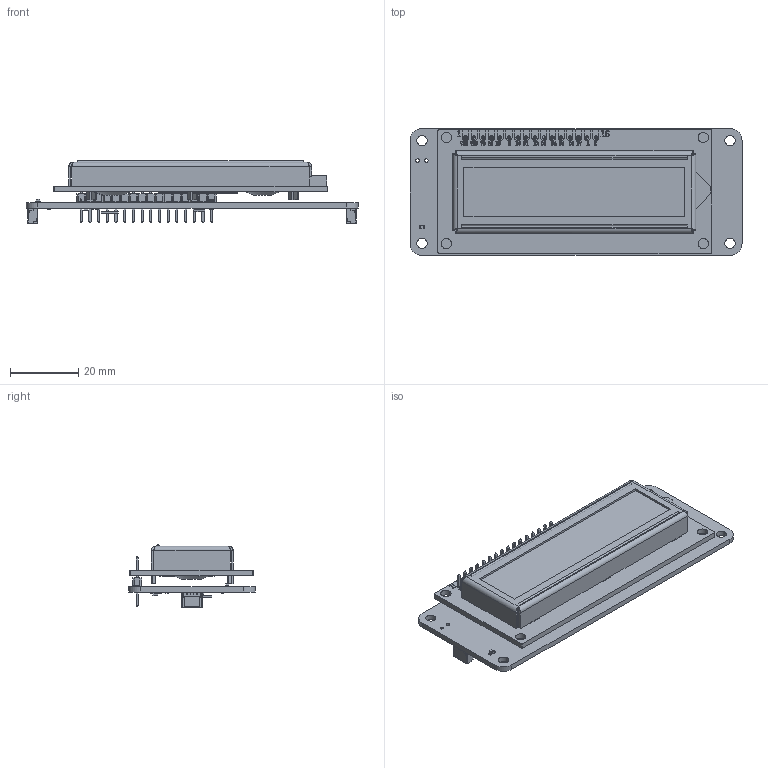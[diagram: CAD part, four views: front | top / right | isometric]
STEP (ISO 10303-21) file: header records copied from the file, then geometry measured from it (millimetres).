
FILE_DESCRIPTION(('Open CASCADE Model'),'2;1');
FILE_NAME('Open CASCADE Shape Model','2025-04-03T11:30:08',('Author'),( 'Open CASCADE'),'Open CASCADE STEP processor 7.5','Open CASCADE 7.5' ,'Unknown');
FILE_SCHEMA(('AUTOMOTIVE_DESIGN { 1 0 10303 214 1 1 1 1 }'));
Length unit declared in the file: millimetre
Products named in the file (45): PCB; Board; Open CASCADE STEP translator 7.5 1.1.1; STAT1; 0603 LED Green; Solid1; Solid4; R9; User Library-R SMD 0402; User Library-R SMD 0402_0402 BODY; User Library-R SMD 0402_0402 PAD; User Library-R SMD 0402_0402 OPIS; T1; SOT-23; R8; 0603 SMD Resistor; R7; R6; R5; J11; Conn_Sullins_Connector_Solutions_PEC16SABN_eec; Body; Pins; New Marking; Sullins Connector Logo; R4; U; DUELink-U-Connector-BM04B-SRSS-TB; D; DUELink-Connector-BM04B-SRSS-TB; C2; 0805 SMD Capacitor; C1; C0402; Free-Models; ERM1602-6; 铁框; STM32-QFN32
Assembly tree (49 placements, depth 4):
  PCB
    Board
      Open CASCADE STEP translator 7.5 1.1.1
    STAT1
      0603 LED Green
        Solid1
        Solid4
        Solid1
        Solid1
        Solid4
        Solid1
        Solid1
        Solid1
    R9
      User Library-R SMD 0402
        User Library-R SMD 0402_0402 BODY
        User Library-R SMD 0402_0402 PAD  x2
        User Library-R SMD 0402_0402 OPIS
    T1
      SOT-23
    R8
      0603 SMD Resistor
    R7
      User Library-R SMD 0402
        User Library-R SMD 0402_0402 BODY
        User Library-R SMD 0402_0402 PAD  x2
        User Library-R SMD 0402_0402 OPIS
    R6
      User Library-R SMD 0402
        User Library-R SMD 0402_0402 BODY
        User Library-R SMD 0402_0402 PAD  x2
        User Library-R SMD 0402_0402 OPIS
    R5
      User Library-R SMD 0402
        User Library-R SMD 0402_0402 BODY
        User Library-R SMD 0402_0402 PAD  x2
        User Library-R SMD 0402_0402 OPIS
    J11
      Conn_Sullins_Connector_Solutions_PEC16SABN_eec
        Body
        Pins
        New Marking
        Sullins Connector Logo
    R4
      User Library-R SMD 0402
        User Library-R SMD 0402_0402 BODY
        User Library-R SMD 0402_0402 PAD  x2
        User Library-R SMD 0402_0402 OPIS
    U
      DUELink-U-Connector-BM04B-SRSS-TB
    D
      DUELink-Connector-BM04B-SRSS-TB
    C2
      0805 SMD Capacitor
    C1
      C0402
    Free-Models
      ERM1602-6
        ERM1602-6
        铁框
Bounding box: 97 x 37 x 18.22 mm (x, y, z)
Volume: 21191.3 mm3; surface area: 28250.8 mm2
Topology: 236 solids, 236 shells, 4386 faces, 12501 edges, 10108 vertices
Faces by surface type: plane 2925, bspline 1013, cylinder 422, sphere 16, revolution 8, cone 2
Full cylindrical faces by diameter (mm): 1.016 x2, 1.02 x16, 3 x4
Entity records: 177159 total; most frequent: CARTESIAN_POINT 65782, ORIENTED_EDGE 20254, DIRECTION 16993, EDGE_CURVE 10127, LINE 8899, VECTOR 8899, VERTEX_POINT 6632, FACE_BOUND 4309
